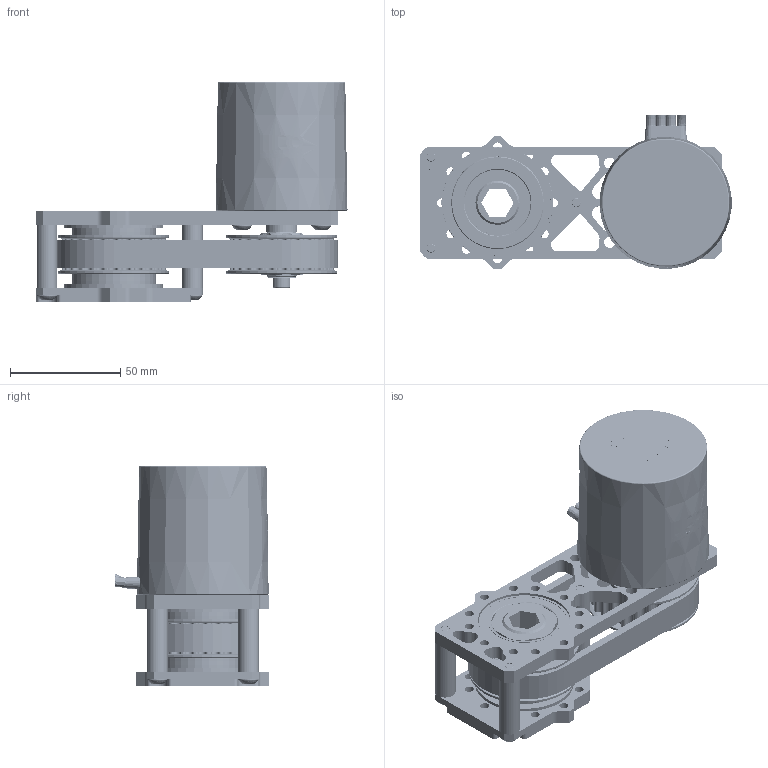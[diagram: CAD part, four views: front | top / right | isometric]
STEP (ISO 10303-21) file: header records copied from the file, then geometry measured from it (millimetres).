
FILE_DESCRIPTION (( 'STEP AP203' ), '1' );
FILE_NAME ('REV-25-2741 (1to1).STEP', '2023-12-28T17:35:45', ( '' ), ( '' ), 'SwSTEP 2.0', 'SolidWorks 2022', '' );
FILE_SCHEMA (( 'CONFIG_CONTROL_DESIGN' ));
Length unit declared in the file: inch
Products named in the file (23): #10 Button Head Cap Screws_1.500 Long; REV-21-2222; REV-21-2739; #10 Unthreaded Spacers_1.125in Long; REV-21-2540_0.0625in Long; REV-21-1650; REV-21-2541; REV-25-2741 (1to1); #10 Button Head Cap Screws_0.500 Long; REV-29-2598; REV-21-4048_24t_to_24t; REV-21-2036-P01; REV-21-2036; Screw_M3x12mm_Thread_Forming; REV-21-2078; #10 Socket Head Cap Screws_0.500 Long; REV-21-1879; REV-21-2079; #10-32 HEAT-SET INSERT_94459A340; REV-21-2599; F6806ZZ; REV-21-2738; REV-25-2224_1x 0.5in Belt (No MAX Hub)
Assembly tree (39 placements, depth 3):
  REV-25-2741 (1to1)
    REV-21-2738
    REV-21-2739
    F6806ZZ  x2
    #10 Unthreaded Spacers_1.125in Long  x3
    #10 Button Head Cap Screws_1.500 Long  x3
    REV-21-2079
    REV-25-2224_1x 0.5in Belt (No MAX Hub)  x2
      REV-21-2222
      Screw_M3x12mm_Thread_Forming
    REV-21-2541  x2
    REV-21-2540_0.0625in Long
    REV-21-2599
    REV-29-2598
    REV-21-1650
    #10 Button Head Cap Screws_0.500 Long  x2
    REV-21-2078  x2
    REV-21-1879
    REV-21-4048_24t_to_24t
    #10 Socket Head Cap Screws_0.500 Long  x2
    REV-21-2036  x2
      REV-21-2036-P01
      #10-32 HEAT-SET INSERT_94459A340
Bounding box: 141 x 70.1 x 99.53 mm (x, y, z)
Volume: 286044 mm3; surface area: 121727.7 mm2
Topology: 87 solids, 87 shells, 6676 faces, 17650 edges, 11180 vertices
Faces by surface type: cylinder 1909, bspline 1553, plane 1187, cone 985, torus 904, sphere 138
Entity records: 158912 total; most frequent: CARTESIAN_POINT 73919, ORIENTED_EDGE 19008, DIRECTION 14368, EDGE_CURVE 9504, VERTEX_POINT 6154, AXIS2_PLACEMENT_3D 5441, EDGE_LOOP 3866, ADVANCED_FACE 3571
